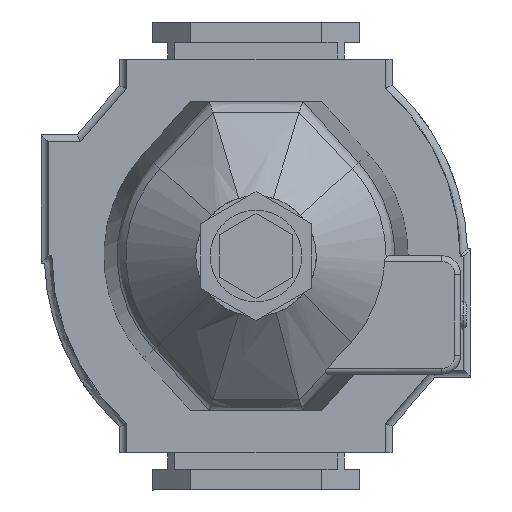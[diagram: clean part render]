
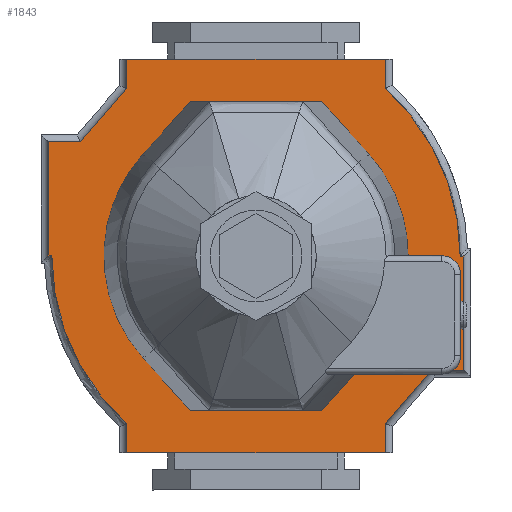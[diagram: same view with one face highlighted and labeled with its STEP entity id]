
A CAD part, front view. The second image highlights one B-rep face of the part: STEP entity #1843.
In plain terms, the highlighted face is planar.
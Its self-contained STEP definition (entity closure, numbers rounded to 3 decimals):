
#410 = CARTESIAN_POINT ( 'NONE',  ( 19.5, 0., -30. ) ) ;
#520 = VECTOR ( 'NONE', #794, 1000. ) ;
#545 = DIRECTION ( 'NONE',  ( -1., 0., 0. ) ) ;
#746 = AXIS2_PLACEMENT_3D ( 'NONE', #5547, #8596, #5455 ) ;
#794 = DIRECTION ( 'NONE',  ( 0., 0., -1. ) ) ;
#883 = ORIENTED_EDGE ( 'NONE', *, *, #8114, .F. ) ;
#902 = AXIS2_PLACEMENT_3D ( 'NONE', #8122, #4252, #9697 ) ;
#955 = CARTESIAN_POINT ( 'NONE',  ( 0., 0., -35.5 ) ) ;
#1065 = CARTESIAN_POINT ( 'NONE',  ( -33.65, 0., 22.1 ) ) ;
#1105 = CARTESIAN_POINT ( 'NONE',  ( 0., 0., 34.9 ) ) ;
#1140 = VECTOR ( 'NONE', #8572, 1000. ) ;
#1221 = VECTOR ( 'NONE', #9349, 1000. ) ;
#1259 = CARTESIAN_POINT ( 'NONE',  ( -28.65, 0., 22.1 ) ) ;
#1424 = VERTEX_POINT ( 'NONE', #5562 ) ;
#1504 = LINE ( 'NONE', #2314, #1221 ) ;
#1525 = CARTESIAN_POINT ( 'NONE',  ( 0., 0., -34.9 ) ) ;
#1527 = ORIENTED_EDGE ( 'NONE', *, *, #2700, .F. ) ;
#1586 = CARTESIAN_POINT ( 'NONE',  ( -33.65, 0., -22.1 ) ) ;
#1606 = ORIENTED_EDGE ( 'NONE', *, *, #7189, .F. ) ;
#1636 = DIRECTION ( 'NONE',  ( -1., 0., 0. ) ) ;
#1811 = VECTOR ( 'NONE', #7124, 1000. ) ;
#1843 = ADVANCED_FACE ( 'NONE', ( #9361 ), #7223, .T. ) ;
#1868 = ORIENTED_EDGE ( 'NONE', *, *, #4568, .F. ) ;
#2008 = EDGE_CURVE ( 'NONE', #9699, #3654, #10031, .T. ) ;
#2012 = ORIENTED_EDGE ( 'NONE', *, *, #4379, .F. ) ;
#2119 = CARTESIAN_POINT ( 'NONE',  ( 28.65, 0., -22.1 ) ) ;
#2159 = VERTEX_POINT ( 'NONE', #955 ) ;
#2198 = CARTESIAN_POINT ( 'NONE',  ( 33.65, 0., -22.1 ) ) ;
#2202 = VERTEX_POINT ( 'NONE', #1065 ) ;
#2226 = CARTESIAN_POINT ( 'NONE',  ( 0., 0., 35.5 ) ) ;
#2314 = CARTESIAN_POINT ( 'NONE',  ( 0., 0., -35.5 ) ) ;
#2409 = ORIENTED_EDGE ( 'NONE', *, *, #6277, .F. ) ;
#2479 = VERTEX_POINT ( 'NONE', #2906 ) ;
#2602 = VECTOR ( 'NONE', #4266, 1000. ) ;
#2700 = EDGE_CURVE ( 'NONE', #6856, #10044, #5134, .T. ) ;
#2756 = CARTESIAN_POINT ( 'NONE',  ( 33.65, 0., -22.1 ) ) ;
#2906 = CARTESIAN_POINT ( 'NONE',  ( 0., 0., -34.9 ) ) ;
#3058 = DIRECTION ( 'NONE',  ( 0., 0., -1. ) ) ;
#3181 = LINE ( 'NONE', #7198, #5469 ) ;
#3338 = VERTEX_POINT ( 'NONE', #7264 ) ;
#3550 = ORIENTED_EDGE ( 'NONE', *, *, #9721, .F. ) ;
#3654 = VERTEX_POINT ( 'NONE', #7886 ) ;
#3660 = LINE ( 'NONE', #2226, #8507 ) ;
#3661 = CARTESIAN_POINT ( 'NONE',  ( -19.5, 0., 30. ) ) ;
#3822 = LINE ( 'NONE', #1525, #6541 ) ;
#3846 = DIRECTION ( 'NONE',  ( 0.757, 0., 0.654 ) ) ;
#3848 = ORIENTED_EDGE ( 'NONE', *, *, #4898, .F. ) ;
#3893 = CARTESIAN_POINT ( 'NONE',  ( 19.5, 0., -30. ) ) ;
#3967 = CARTESIAN_POINT ( 'NONE',  ( 28.65, 0., -22.1 ) ) ;
#4062 = CARTESIAN_POINT ( 'NONE',  ( -33.65, 0., 22.1 ) ) ;
#4252 = DIRECTION ( 'NONE',  ( 0., -1., 0. ) ) ;
#4266 = DIRECTION ( 'NONE',  ( 0., 0., -1. ) ) ;
#4365 = DIRECTION ( 'NONE',  ( 1., 0., 0. ) ) ;
#4379 = EDGE_CURVE ( 'NONE', #5424, #1424, #3660, .T. ) ;
#4423 = CIRCLE ( 'NONE', #9320, 38.4 ) ;
#4568 = EDGE_CURVE ( 'NONE', #1424, #9699, #4732, .T. ) ;
#4732 = LINE ( 'NONE', #9254, #520 ) ;
#4888 = EDGE_CURVE ( 'NONE', #5126, #3338, #10036, .T. ) ;
#4898 = EDGE_CURVE ( 'NONE', #6001, #5405, #4423, .T. ) ;
#4976 = CARTESIAN_POINT ( 'NONE',  ( 0., 0., 35.5 ) ) ;
#5120 = LINE ( 'NONE', #8264, #5305 ) ;
#5126 = VERTEX_POINT ( 'NONE', #2756 ) ;
#5134 = LINE ( 'NONE', #8037, #6585 ) ;
#5305 = VECTOR ( 'NONE', #8072, 1000. ) ;
#5319 = DIRECTION ( 'NONE',  ( 0., 0., 1. ) ) ;
#5405 = VERTEX_POINT ( 'NONE', #1105 ) ;
#5424 = VERTEX_POINT ( 'NONE', #4976 ) ;
#5430 = DIRECTION ( 'NONE',  ( 0., 0., -1. ) ) ;
#5455 = DIRECTION ( 'NONE',  ( 0., 0., 1. ) ) ;
#5469 = VECTOR ( 'NONE', #1636, 1000. ) ;
#5475 = CARTESIAN_POINT ( 'NONE',  ( -19.5, 0., 30. ) ) ;
#5547 = CARTESIAN_POINT ( 'NONE',  ( 0., 0., 0. ) ) ;
#5562 = CARTESIAN_POINT ( 'NONE',  ( -19.5, 0., 35.5 ) ) ;
#5636 = ORIENTED_EDGE ( 'NONE', *, *, #7173, .F. ) ;
#5789 = CIRCLE ( 'NONE', #902, 38.4 ) ;
#5923 = ORIENTED_EDGE ( 'NONE', *, *, #4888, .F. ) ;
#5974 = ORIENTED_EDGE ( 'NONE', *, *, #2008, .F. ) ;
#6001 = VERTEX_POINT ( 'NONE', #7754 ) ;
#6040 = ORIENTED_EDGE ( 'NONE', *, *, #9675, .F. ) ;
#6065 = LINE ( 'NONE', #1259, #9441 ) ;
#6277 = EDGE_CURVE ( 'NONE', #2159, #8346, #1504, .T. ) ;
#6541 = VECTOR ( 'NONE', #3058, 1000. ) ;
#6585 = VECTOR ( 'NONE', #4365, 1000. ) ;
#6732 = ORIENTED_EDGE ( 'NONE', *, *, #7273, .F. ) ;
#6779 = EDGE_CURVE ( 'NONE', #3338, #6001, #3181, .T. ) ;
#6856 = VERTEX_POINT ( 'NONE', #1586 ) ;
#6889 = DIRECTION ( 'NONE',  ( 0., -1., 0. ) ) ;
#6957 = VERTEX_POINT ( 'NONE', #410 ) ;
#7124 = DIRECTION ( 'NONE',  ( 0., 0., 1. ) ) ;
#7173 = EDGE_CURVE ( 'NONE', #10044, #2479, #5789, .T. ) ;
#7189 = EDGE_CURVE ( 'NONE', #8346, #6957, #5120, .T. ) ;
#7198 = CARTESIAN_POINT ( 'NONE',  ( 33.65, 0., 22.1 ) ) ;
#7223 = PLANE ( 'NONE',  #746 ) ;
#7231 = CARTESIAN_POINT ( 'NONE',  ( 0., 0., 34.9 ) ) ;
#7264 = CARTESIAN_POINT ( 'NONE',  ( 33.65, 0., 22.1 ) ) ;
#7273 = EDGE_CURVE ( 'NONE', #6957, #8776, #9893, .T. ) ;
#7477 = DIRECTION ( 'NONE',  ( -1., 0., 0. ) ) ;
#7515 = ORIENTED_EDGE ( 'NONE', *, *, #7560, .F. ) ;
#7560 = EDGE_CURVE ( 'NONE', #5405, #5424, #9659, .T. ) ;
#7647 = CARTESIAN_POINT ( 'NONE',  ( 0., 0., -3.5 ) ) ;
#7754 = CARTESIAN_POINT ( 'NONE',  ( 28.622, 0., 22.1 ) ) ;
#7886 = CARTESIAN_POINT ( 'NONE',  ( -28.65, 0., 22.1 ) ) ;
#8037 = CARTESIAN_POINT ( 'NONE',  ( -33.65, 0., -22.1 ) ) ;
#8072 = DIRECTION ( 'NONE',  ( 0., 0., 1. ) ) ;
#8114 = EDGE_CURVE ( 'NONE', #2479, #2159, #3822, .T. ) ;
#8122 = CARTESIAN_POINT ( 'NONE',  ( 0., 0., 3.5 ) ) ;
#8133 = ORIENTED_EDGE ( 'NONE', *, *, #8917, .F. ) ;
#8143 = VECTOR ( 'NONE', #8341, 1000. ) ;
#8264 = CARTESIAN_POINT ( 'NONE',  ( 19.5, 0., -35.5 ) ) ;
#8330 = CARTESIAN_POINT ( 'NONE',  ( 19.5, 0., -35.5 ) ) ;
#8341 = DIRECTION ( 'NONE',  ( 1., 0., 0. ) ) ;
#8346 = VERTEX_POINT ( 'NONE', #8330 ) ;
#8420 = ORIENTED_EDGE ( 'NONE', *, *, #6779, .F. ) ;
#8507 = VECTOR ( 'NONE', #7477, 1000. ) ;
#8572 = DIRECTION ( 'NONE',  ( -0.757, 0., -0.654 ) ) ;
#8596 = DIRECTION ( 'NONE',  ( 0., 1., 0. ) ) ;
#8648 = VECTOR ( 'NONE', #3846, 1000. ) ;
#8776 = VERTEX_POINT ( 'NONE', #3967 ) ;
#8784 = LINE ( 'NONE', #4062, #2602 ) ;
#8801 = VECTOR ( 'NONE', #5319, 1000. ) ;
#8830 = CARTESIAN_POINT ( 'NONE',  ( -28.622, 0., -22.1 ) ) ;
#8917 = EDGE_CURVE ( 'NONE', #2202, #6856, #8784, .T. ) ;
#8933 = EDGE_LOOP ( 'NONE', ( #883, #5636, #1527, #8133, #6040, #5974, #1868, #2012, #7515, #3848, #8420, #5923, #3550, #6732, #1606, #2409 ) ) ;
#9254 = CARTESIAN_POINT ( 'NONE',  ( -19.5, 0., 35.5 ) ) ;
#9320 = AXIS2_PLACEMENT_3D ( 'NONE', #7647, #6889, #5430 ) ;
#9349 = DIRECTION ( 'NONE',  ( 1., 0., 0. ) ) ;
#9361 = FACE_OUTER_BOUND ( 'NONE', #8933, .T. ) ;
#9441 = VECTOR ( 'NONE', #545, 1000. ) ;
#9659 = LINE ( 'NONE', #7231, #1811 ) ;
#9675 = EDGE_CURVE ( 'NONE', #3654, #2202, #6065, .T. ) ;
#9697 = DIRECTION ( 'NONE',  ( 0., 0., 1. ) ) ;
#9699 = VERTEX_POINT ( 'NONE', #3661 ) ;
#9721 = EDGE_CURVE ( 'NONE', #8776, #5126, #9867, .T. ) ;
#9867 = LINE ( 'NONE', #2119, #8143 ) ;
#9893 = LINE ( 'NONE', #3893, #8648 ) ;
#10031 = LINE ( 'NONE', #5475, #1140 ) ;
#10036 = LINE ( 'NONE', #2198, #8801 ) ;
#10044 = VERTEX_POINT ( 'NONE', #8830 ) ;
